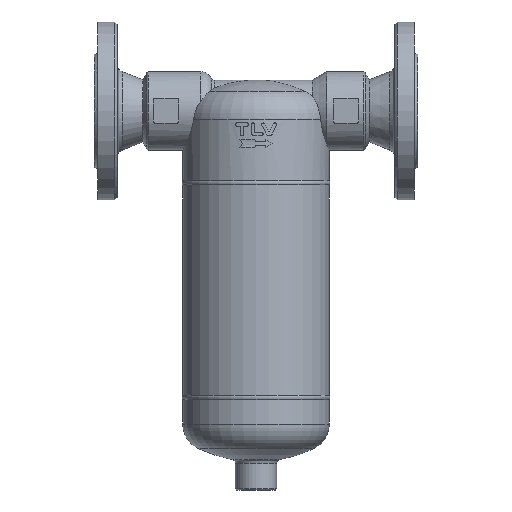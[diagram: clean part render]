
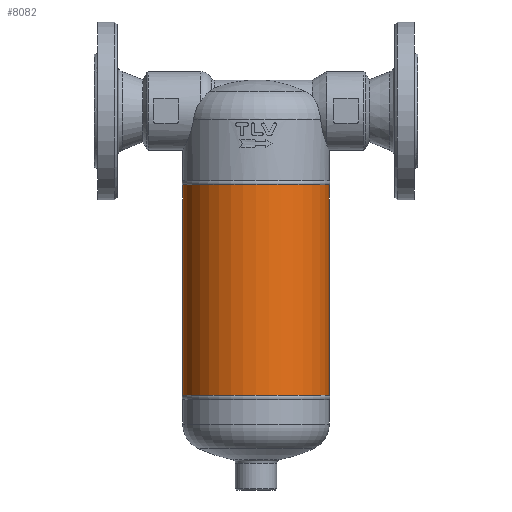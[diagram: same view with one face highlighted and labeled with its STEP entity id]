
A CAD part, front view. The second image highlights one B-rep face of the part: STEP entity #8082.
In plain terms, the highlighted cylindrical face has radius 57.15 mm (diameter 114.3 mm), a full revolution.
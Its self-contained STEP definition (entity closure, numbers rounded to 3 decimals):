
#7801=CARTESIAN_POINT('',(-57.15,0.,-165.326));
#7802=VERTEX_POINT('',#7801);
#7803=CARTESIAN_POINT('',(0.,0.0,-165.326));
#7804=DIRECTION('',(0.0,0.0,-1.0));
#7805=DIRECTION('',(1.0,0.0,0.0));
#7806=AXIS2_PLACEMENT_3D('',#7803,#7804,#7805);
#7807=CIRCLE('',#7806,57.15);
#7808=EDGE_CURVE('',#7802,#7802,#7807,.T.);
#7818=CARTESIAN_POINT('',(-57.15,0.,-1.674));
#7819=VERTEX_POINT('',#7818);
#7820=CARTESIAN_POINT('',(0.,0.0,-1.674));
#7821=DIRECTION('',(0.0,0.0,1.0));
#7822=DIRECTION('',(1.0,0.0,0.0));
#7823=AXIS2_PLACEMENT_3D('',#7820,#7821,#7822);
#7824=CIRCLE('',#7823,57.15);
#7825=EDGE_CURVE('',#7819,#7819,#7824,.T.);
#8071=CARTESIAN_POINT('',(0.,0.0,0.));
#8072=DIRECTION('',(0.,0.0,-1.0));
#8073=DIRECTION('',(1.0,0.0,0.0));
#8074=AXIS2_PLACEMENT_3D('',#8071,#8072,#8073);
#8075=CYLINDRICAL_SURFACE('',#8074,57.15);
#8076=ORIENTED_EDGE('',*,*,#7825,.F.);
#8077=EDGE_LOOP('',(#8076));
#8078=FACE_OUTER_BOUND('',#8077,.T.);
#8079=ORIENTED_EDGE('',*,*,#7808,.F.);
#8080=EDGE_LOOP('',(#8079));
#8081=FACE_BOUND('',#8080,.T.);
#8082=ADVANCED_FACE('',(#8078,#8081),#8075,.T.);
